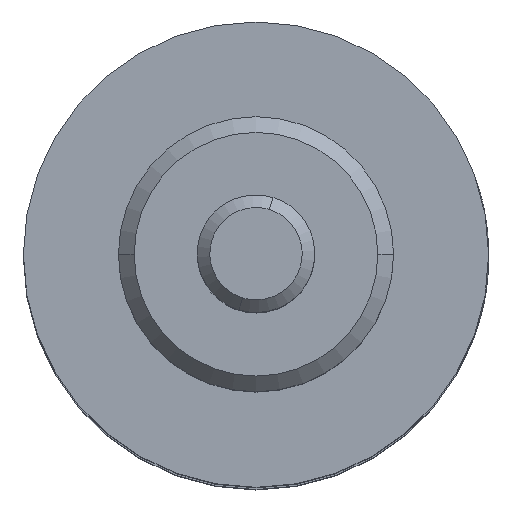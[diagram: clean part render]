
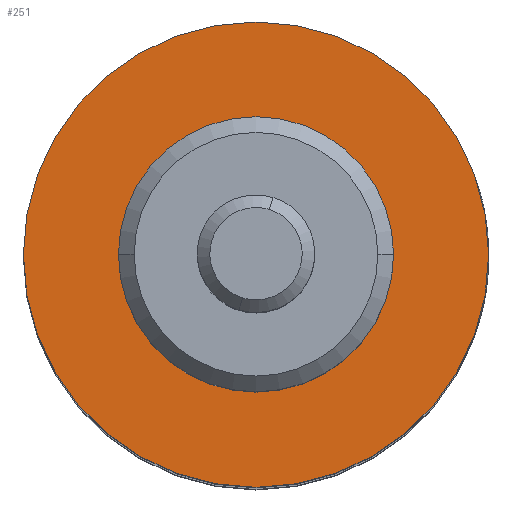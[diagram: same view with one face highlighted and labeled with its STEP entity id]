
A CAD part, top view. The second image highlights one B-rep face of the part: STEP entity #251.
In plain terms, the highlighted face is planar.
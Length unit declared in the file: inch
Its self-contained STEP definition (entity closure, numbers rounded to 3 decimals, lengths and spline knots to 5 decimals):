
#11 = EDGE_CURVE ( 'NONE', #1925, #1811, #1954, .T. ) ;
#165 = CARTESIAN_POINT ( 'NONE',  ( 0.38, 0.37, 0. ) ) ;
#251 = ADVANCED_FACE ( 'NONE', ( #1312, #566 ), #3168, .F. ) ;
#257 = CARTESIAN_POINT ( 'NONE',  ( 0.38, 0., 0.169 ) ) ;
#306 = DIRECTION ( 'NONE',  ( -1., 0., 0. ) ) ;
#310 = DIRECTION ( 'NONE',  ( -1., 0., 0. ) ) ;
#382 = CARTESIAN_POINT ( 'NONE',  ( 0.38, 0., -0.169 ) ) ;
#386 = EDGE_CURVE ( 'NONE', #2477, #2549, #994, .T. ) ;
#488 = CARTESIAN_POINT ( 'NONE',  ( 0.38, 0., 0. ) ) ;
#566 = FACE_OUTER_BOUND ( 'NONE', #1482, .T. ) ;
#579 = ORIENTED_EDGE ( 'NONE', *, *, #386, .T. ) ;
#610 = ORIENTED_EDGE ( 'NONE', *, *, #11, .F. ) ;
#738 = DIRECTION ( 'NONE',  ( 0., 0., 1. ) ) ;
#994 = CIRCLE ( 'NONE', #1773, 0.37 ) ;
#1122 = DIRECTION ( 'NONE',  ( -1., 0., 0. ) ) ;
#1176 = DIRECTION ( 'NONE',  ( 0., 0., -1. ) ) ;
#1312 = FACE_BOUND ( 'NONE', #2167, .T. ) ;
#1482 = EDGE_LOOP ( 'NONE', ( #579, #3093 ) ) ;
#1597 = AXIS2_PLACEMENT_3D ( 'NONE', #165, #2672, #1176 ) ;
#1610 = EDGE_CURVE ( 'NONE', #2549, #2477, #2245, .T. ) ;
#1664 = AXIS2_PLACEMENT_3D ( 'NONE', #1834, #306, #2078 ) ;
#1680 = CARTESIAN_POINT ( 'NONE',  ( 0.38, 0., -0.37 ) ) ;
#1727 = EDGE_CURVE ( 'NONE', #1811, #1925, #2938, .T. ) ;
#1773 = AXIS2_PLACEMENT_3D ( 'NONE', #488, #2241, #738 ) ;
#1811 = VERTEX_POINT ( 'NONE', #382 ) ;
#1830 = ORIENTED_EDGE ( 'NONE', *, *, #1727, .F. ) ;
#1834 = CARTESIAN_POINT ( 'NONE',  ( 0.38, 0., 0. ) ) ;
#1838 = CARTESIAN_POINT ( 'NONE',  ( 0.38, 0., 0. ) ) ;
#1925 = VERTEX_POINT ( 'NONE', #257 ) ;
#1926 = AXIS2_PLACEMENT_3D ( 'NONE', #2617, #1122, #2866 ) ;
#1954 = CIRCLE ( 'NONE', #1664, 0.169 ) ;
#2078 = DIRECTION ( 'NONE',  ( 0., 0., 1. ) ) ;
#2080 = DIRECTION ( 'NONE',  ( 0., 0., 1. ) ) ;
#2167 = EDGE_LOOP ( 'NONE', ( #610, #1830 ) ) ;
#2241 = DIRECTION ( 'NONE',  ( -1., 0., 0. ) ) ;
#2245 = CIRCLE ( 'NONE', #2975, 0.37 ) ;
#2477 = VERTEX_POINT ( 'NONE', #2887 ) ;
#2549 = VERTEX_POINT ( 'NONE', #1680 ) ;
#2617 = CARTESIAN_POINT ( 'NONE',  ( 0.38, 0., 0. ) ) ;
#2672 = DIRECTION ( 'NONE',  ( 1., 0., 0. ) ) ;
#2866 = DIRECTION ( 'NONE',  ( 0., 0., 1. ) ) ;
#2887 = CARTESIAN_POINT ( 'NONE',  ( 0.38, 0., 0.37 ) ) ;
#2938 = CIRCLE ( 'NONE', #1926, 0.169 ) ;
#2975 = AXIS2_PLACEMENT_3D ( 'NONE', #1838, #310, #2080 ) ;
#3093 = ORIENTED_EDGE ( 'NONE', *, *, #1610, .T. ) ;
#3168 = PLANE ( 'NONE',  #1597 ) ;
